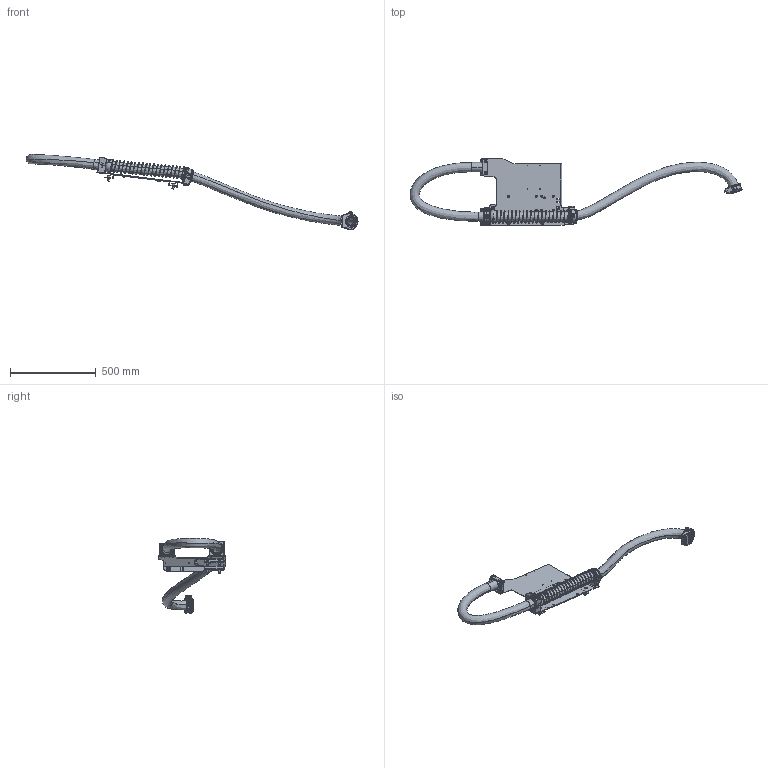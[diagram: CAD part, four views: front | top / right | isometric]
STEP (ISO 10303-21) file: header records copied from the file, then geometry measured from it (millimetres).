
FILE_DESCRIPTION (( 'STEP AP203' ), '1' );
FILE_NAME ('P2326-1.STEP', '2020-03-30T13:39:47', ( '' ), ( '' ), 'SwSTEP 2.0', 'SolidWorks 2019', '' );
FILE_SCHEMA (( 'CONFIG_CONTROL_DESIGN' ));
Products named in the file (1): P2326-1
Bounding box: 1940.56 x 390.03 x 439.16 mm (x, y, z)
Volume: 2857768.8 mm3; surface area: 1632551.1 mm2
Topology: 38 solids, 38 shells, 2960 faces, 7661 edges, 4848 vertices
Faces by surface type: plane 1008, cylinder 895, bspline 705, cone 162, torus 130, sphere 60
Entity records: 193060 total; most frequent: CARTESIAN_POINT 125734, ORIENTED_EDGE 15114, DIRECTION 12297, EDGE_CURVE 7557, VERTEX_POINT 4832, AXIS2_PLACEMENT_3D 4434, VECTOR 3429, LINE 3429
